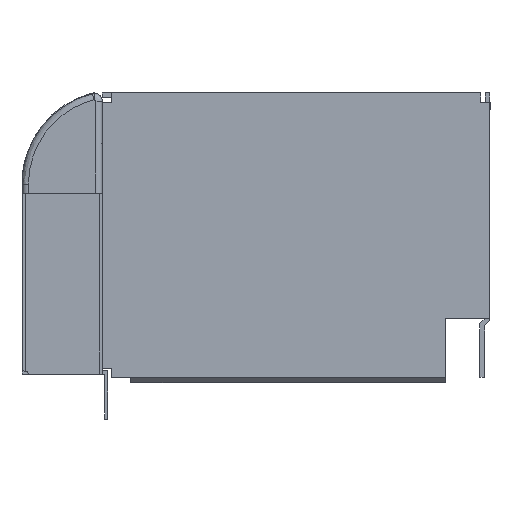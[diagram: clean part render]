
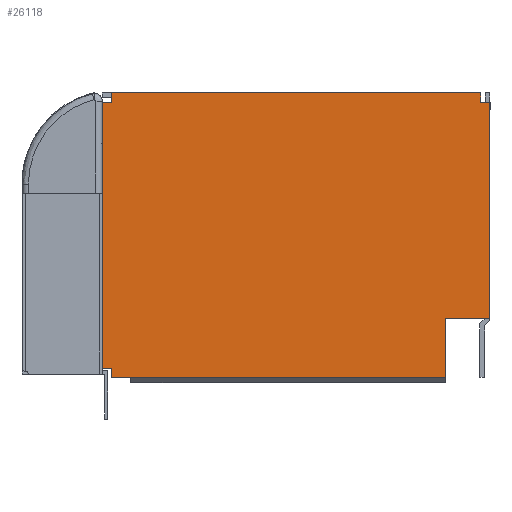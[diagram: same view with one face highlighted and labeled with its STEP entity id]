
A CAD part, left-side view. The second image highlights one B-rep face of the part: STEP entity #26118.
In plain terms, the highlighted planar face has unit normal (-1, 0, 0).
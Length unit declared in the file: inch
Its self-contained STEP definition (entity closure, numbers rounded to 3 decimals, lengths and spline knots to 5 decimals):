
#180 = VERTEX_POINT ( 'NONE', #11858 ) ;
#392 = LINE ( 'NONE', #6849, #17217 ) ;
#497 = VERTEX_POINT ( 'NONE', #23736 ) ;
#600 = VERTEX_POINT ( 'NONE', #11460 ) ;
#610 = CARTESIAN_POINT ( 'NONE',  ( 0., 0., 0. ) ) ;
#713 = CARTESIAN_POINT ( 'NONE',  ( 0., 4.68898, 0. ) ) ;
#926 = LINE ( 'NONE', #22555, #10816 ) ;
#1206 = CARTESIAN_POINT ( 'NONE',  ( 0., 0., -3.48425 ) ) ;
#1214 = EDGE_CURVE ( 'NONE', #14982, #10214, #6155, .T. ) ;
#1359 = ORIENTED_EDGE ( 'NONE', *, *, #16966, .F. ) ;
#1416 = EDGE_CURVE ( 'NONE', #10214, #2986, #10096, .T. ) ;
#1933 = LINE ( 'NONE', #610, #4567 ) ;
#2572 = CARTESIAN_POINT ( 'NONE',  ( 0., -0.05906, -2.7637 ) ) ;
#2684 = VECTOR ( 'NONE', #13981, 39.37008 ) ;
#2986 = VERTEX_POINT ( 'NONE', #19367 ) ;
#2987 = VERTEX_POINT ( 'NONE', #10573 ) ;
#3035 = ORIENTED_EDGE ( 'NONE', *, *, #18547, .F. ) ;
#3156 = ORIENTED_EDGE ( 'NONE', *, *, #1416, .F. ) ;
#3347 = DIRECTION ( 'NONE',  ( 0., 0., 1. ) ) ;
#3413 = CARTESIAN_POINT ( 'NONE',  ( 0., 4.5748, 0. ) ) ;
#3982 = EDGE_CURVE ( 'NONE', #2986, #8825, #10967, .T. ) ;
#4052 = VECTOR ( 'NONE', #7440, 39.37008 ) ;
#4130 = ORIENTED_EDGE ( 'NONE', *, *, #26176, .F. ) ;
#4206 = CARTESIAN_POINT ( 'NONE',  ( 0., 0.48819, 0. ) ) ;
#4510 = VECTOR ( 'NONE', #23435, 39.37008 ) ;
#4567 = VECTOR ( 'NONE', #13342, 39.37008 ) ;
#4711 = LINE ( 'NONE', #17530, #4052 ) ;
#4823 = VECTOR ( 'NONE', #23688, 39.37008 ) ;
#4968 = ORIENTED_EDGE ( 'NONE', *, *, #18266, .F. ) ;
#5328 = VECTOR ( 'NONE', #11055, 39.37008 ) ;
#5529 = DIRECTION ( 'NONE',  ( 0., 0., 1. ) ) ;
#6155 = LINE ( 'NONE', #22958, #4823 ) ;
#6849 = CARTESIAN_POINT ( 'NONE',  ( 0., 0., -0.11417 ) ) ;
#6946 = PLANE ( 'NONE',  #7564 ) ;
#7037 = DIRECTION ( 'NONE',  ( 1., 0., 0. ) ) ;
#7071 = DIRECTION ( 'NONE',  ( 0., 1., 0. ) ) ;
#7440 = DIRECTION ( 'NONE',  ( 0., 0., -1. ) ) ;
#7564 = AXIS2_PLACEMENT_3D ( 'NONE', #13255, #7037, #21645 ) ;
#7860 = FACE_OUTER_BOUND ( 'NONE', #12291, .T. ) ;
#8553 = VERTEX_POINT ( 'NONE', #14563 ) ;
#8792 = VECTOR ( 'NONE', #15449, 39.37008 ) ;
#8825 = VERTEX_POINT ( 'NONE', #15655 ) ;
#9306 = EDGE_CURVE ( 'NONE', #2987, #16044, #25663, .T. ) ;
#10096 = LINE ( 'NONE', #713, #8792 ) ;
#10214 = VERTEX_POINT ( 'NONE', #16947 ) ;
#10414 = ORIENTED_EDGE ( 'NONE', *, *, #11918, .F. ) ;
#10489 = CARTESIAN_POINT ( 'NONE',  ( 0., 0.48819, -2.7637 ) ) ;
#10573 = CARTESIAN_POINT ( 'NONE',  ( 0., 0.48819, -3.48425 ) ) ;
#10680 = VECTOR ( 'NONE', #5529, 39.37008 ) ;
#10816 = VECTOR ( 'NONE', #3347, 39.37008 ) ;
#10967 = LINE ( 'NONE', #15023, #5328 ) ;
#11055 = DIRECTION ( 'NONE',  ( 0., -1., 0. ) ) ;
#11460 = CARTESIAN_POINT ( 'NONE',  ( 0., 4.5748, 0. ) ) ;
#11858 = CARTESIAN_POINT ( 'NONE',  ( 0., -0.05906, -0.11417 ) ) ;
#11918 = EDGE_CURVE ( 'NONE', #8825, #600, #16286, .T. ) ;
#12083 = ORIENTED_EDGE ( 'NONE', *, *, #27253, .F. ) ;
#12291 = EDGE_LOOP ( 'NONE', ( #4968, #4130, #10414, #24097, #3156, #19882, #12083, #13008, #18538, #18637, #1359, #3035 ) ) ;
#13008 = ORIENTED_EDGE ( 'NONE', *, *, #9306, .F. ) ;
#13255 = CARTESIAN_POINT ( 'NONE',  ( 0., 0., 0. ) ) ;
#13342 = DIRECTION ( 'NONE',  ( 0., -1., 0. ) ) ;
#13981 = DIRECTION ( 'NONE',  ( 0., 0., -1. ) ) ;
#14226 = CARTESIAN_POINT ( 'NONE',  ( 0., 4.5748, -3.48425 ) ) ;
#14563 = CARTESIAN_POINT ( 'NONE',  ( 0., 0.05512, 0. ) ) ;
#14656 = VERTEX_POINT ( 'NONE', #10489 ) ;
#14982 = VERTEX_POINT ( 'NONE', #26677 ) ;
#15023 = CARTESIAN_POINT ( 'NONE',  ( 0., 0., -0.11417 ) ) ;
#15449 = DIRECTION ( 'NONE',  ( 0., 0., 1. ) ) ;
#15558 = LINE ( 'NONE', #21945, #16560 ) ;
#15569 = LINE ( 'NONE', #16189, #2684 ) ;
#15655 = CARTESIAN_POINT ( 'NONE',  ( 0., 4.5748, -0.11417 ) ) ;
#15978 = DIRECTION ( 'NONE',  ( 0., 1., 0. ) ) ;
#16044 = VERTEX_POINT ( 'NONE', #14226 ) ;
#16189 = CARTESIAN_POINT ( 'NONE',  ( 0., 0.05512, 0. ) ) ;
#16286 = LINE ( 'NONE', #3413, #10680 ) ;
#16412 = VERTEX_POINT ( 'NONE', #2572 ) ;
#16560 = VECTOR ( 'NONE', #7071, 39.37008 ) ;
#16947 = CARTESIAN_POINT ( 'NONE',  ( 0., 4.68898, -3.37008 ) ) ;
#16966 = EDGE_CURVE ( 'NONE', #180, #16412, #4711, .T. ) ;
#17217 = VECTOR ( 'NONE', #19432, 39.37008 ) ;
#17530 = CARTESIAN_POINT ( 'NONE',  ( 0., -0.05906, 0. ) ) ;
#18266 = EDGE_CURVE ( 'NONE', #8553, #497, #15569, .T. ) ;
#18538 = ORIENTED_EDGE ( 'NONE', *, *, #22042, .F. ) ;
#18547 = EDGE_CURVE ( 'NONE', #497, #180, #392, .T. ) ;
#18637 = ORIENTED_EDGE ( 'NONE', *, *, #24699, .F. ) ;
#19367 = CARTESIAN_POINT ( 'NONE',  ( 0., 4.68898, -0.11417 ) ) ;
#19432 = DIRECTION ( 'NONE',  ( 0., -1., 0. ) ) ;
#19882 = ORIENTED_EDGE ( 'NONE', *, *, #1214, .F. ) ;
#20693 = VECTOR ( 'NONE', #15978, 39.37008 ) ;
#21645 = DIRECTION ( 'NONE',  ( 0., 0., -1. ) ) ;
#21945 = CARTESIAN_POINT ( 'NONE',  ( 0., 0., -2.7637 ) ) ;
#22042 = EDGE_CURVE ( 'NONE', #14656, #2987, #27011, .T. ) ;
#22555 = CARTESIAN_POINT ( 'NONE',  ( 0., 4.5748, 0. ) ) ;
#22958 = CARTESIAN_POINT ( 'NONE',  ( 0., 0., -3.37008 ) ) ;
#23435 = DIRECTION ( 'NONE',  ( 0., 0., -1. ) ) ;
#23688 = DIRECTION ( 'NONE',  ( 0., 1., 0. ) ) ;
#23736 = CARTESIAN_POINT ( 'NONE',  ( 0., 0.05512, -0.11417 ) ) ;
#24097 = ORIENTED_EDGE ( 'NONE', *, *, #3982, .F. ) ;
#24699 = EDGE_CURVE ( 'NONE', #16412, #14656, #15558, .T. ) ;
#25663 = LINE ( 'NONE', #1206, #20693 ) ;
#26118 = ADVANCED_FACE ( 'NONE', ( #7860 ), #6946, .F. ) ;
#26176 = EDGE_CURVE ( 'NONE', #600, #8553, #1933, .T. ) ;
#26677 = CARTESIAN_POINT ( 'NONE',  ( 0., 4.5748, -3.37008 ) ) ;
#27011 = LINE ( 'NONE', #4206, #4510 ) ;
#27253 = EDGE_CURVE ( 'NONE', #16044, #14982, #926, .T. ) ;
